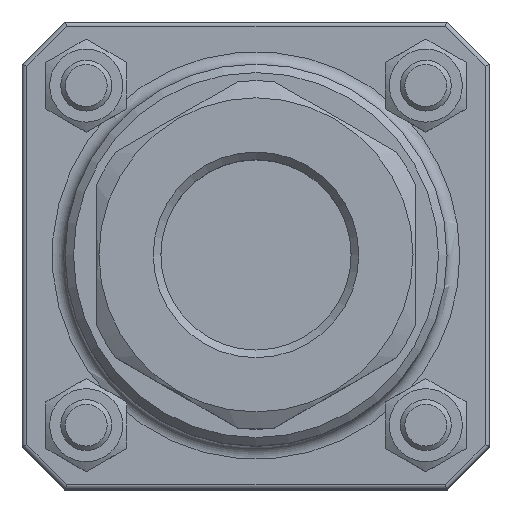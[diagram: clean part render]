
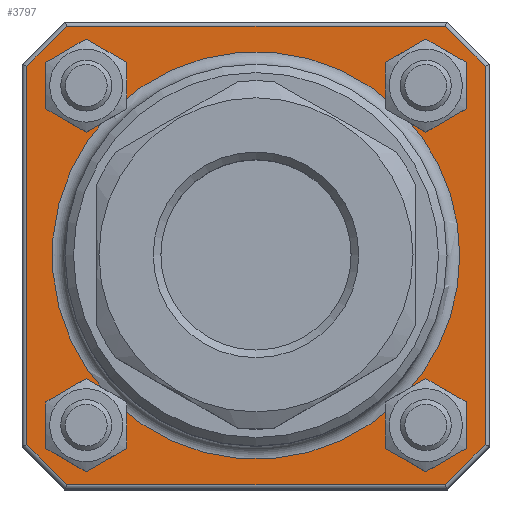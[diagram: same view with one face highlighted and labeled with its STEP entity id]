
A CAD part, top view. The second image highlights one B-rep face of the part: STEP entity #3797.
In plain terms, the highlighted planar face has unit normal (0, 0, 1).
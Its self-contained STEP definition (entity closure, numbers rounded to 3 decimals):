
#177=FACE_BOUND('',#1458,.T.);
#214=LINE('',#5749,#488);
#215=LINE('',#5751,#489);
#216=LINE('',#5753,#490);
#217=LINE('',#5755,#491);
#218=LINE('',#5757,#492);
#219=LINE('',#5759,#493);
#220=LINE('',#5761,#494);
#221=LINE('',#5762,#495);
#488=VECTOR('',#4494,10.);
#489=VECTOR('',#4495,10.);
#490=VECTOR('',#4496,10.);
#491=VECTOR('',#4497,10.);
#492=VECTOR('',#4498,10.);
#493=VECTOR('',#4499,10.);
#494=VECTOR('',#4500,10.);
#495=VECTOR('',#4501,10.);
#980=CIRCLE('',#4044,8.6);
#982=CIRCLE('',#4046,8.6);
#983=CIRCLE('',#4054,48.);
#984=CIRCLE('',#4055,48.);
#985=CIRCLE('',#4056,8.6);
#986=CIRCLE('',#4057,8.6);
#987=CIRCLE('',#4058,48.);
#988=CIRCLE('',#4059,8.6);
#989=CIRCLE('',#4060,8.6);
#990=CIRCLE('',#4061,48.);
#991=CIRCLE('',#4062,8.6);
#992=CIRCLE('',#4063,8.6);
#993=CIRCLE('',#4064,48.);
#1120=PLANE('',#4053);
#1234=FACE_OUTER_BOUND('',#1457,.T.);
#1457=EDGE_LOOP('',(#2676,#2677,#2678,#2679,#2680,#2681,#2682,#2683));
#1458=EDGE_LOOP('',(#2684,#2685,#2686,#2687,#2688,#2689,#2690,#2691,#2692,
#2693,#2694,#2695,#2696));
#1728=VERTEX_POINT('',#5703);
#1729=VERTEX_POINT('',#5704);
#1730=VERTEX_POINT('',#5706);
#1737=VERTEX_POINT('',#5747);
#1738=VERTEX_POINT('',#5748);
#1739=VERTEX_POINT('',#5750);
#1740=VERTEX_POINT('',#5752);
#1741=VERTEX_POINT('',#5754);
#1742=VERTEX_POINT('',#5756);
#1743=VERTEX_POINT('',#5758);
#1744=VERTEX_POINT('',#5760);
#1745=VERTEX_POINT('',#5763);
#1746=VERTEX_POINT('',#5765);
#1747=VERTEX_POINT('',#5767);
#1748=VERTEX_POINT('',#5769);
#1749=VERTEX_POINT('',#5771);
#1750=VERTEX_POINT('',#5773);
#1751=VERTEX_POINT('',#5775);
#1752=VERTEX_POINT('',#5777);
#1753=VERTEX_POINT('',#5779);
#1754=VERTEX_POINT('',#5781);
#2088=EDGE_CURVE('',#1728,#1729,#980,.T.);
#2090=EDGE_CURVE('',#1729,#1730,#982,.T.);
#2104=EDGE_CURVE('',#1737,#1738,#214,.T.);
#2105=EDGE_CURVE('',#1739,#1737,#215,.T.);
#2106=EDGE_CURVE('',#1740,#1739,#216,.T.);
#2107=EDGE_CURVE('',#1741,#1740,#217,.T.);
#2108=EDGE_CURVE('',#1742,#1741,#218,.T.);
#2109=EDGE_CURVE('',#1743,#1742,#219,.T.);
#2110=EDGE_CURVE('',#1744,#1743,#220,.T.);
#2111=EDGE_CURVE('',#1738,#1744,#221,.T.);
#2112=EDGE_CURVE('',#1745,#1730,#983,.T.);
#2113=EDGE_CURVE('',#1746,#1745,#984,.T.);
#2114=EDGE_CURVE('',#1746,#1747,#985,.T.);
#2115=EDGE_CURVE('',#1747,#1748,#986,.T.);
#2116=EDGE_CURVE('',#1749,#1748,#987,.T.);
#2117=EDGE_CURVE('',#1749,#1750,#988,.T.);
#2118=EDGE_CURVE('',#1750,#1751,#989,.T.);
#2119=EDGE_CURVE('',#1752,#1751,#990,.T.);
#2120=EDGE_CURVE('',#1752,#1753,#991,.T.);
#2121=EDGE_CURVE('',#1753,#1754,#992,.T.);
#2122=EDGE_CURVE('',#1728,#1754,#993,.T.);
#2676=ORIENTED_EDGE('',*,*,#2104,.F.);
#2677=ORIENTED_EDGE('',*,*,#2105,.F.);
#2678=ORIENTED_EDGE('',*,*,#2106,.F.);
#2679=ORIENTED_EDGE('',*,*,#2107,.F.);
#2680=ORIENTED_EDGE('',*,*,#2108,.F.);
#2681=ORIENTED_EDGE('',*,*,#2109,.F.);
#2682=ORIENTED_EDGE('',*,*,#2110,.F.);
#2683=ORIENTED_EDGE('',*,*,#2111,.F.);
#2684=ORIENTED_EDGE('',*,*,#2088,.T.);
#2685=ORIENTED_EDGE('',*,*,#2090,.T.);
#2686=ORIENTED_EDGE('',*,*,#2112,.F.);
#2687=ORIENTED_EDGE('',*,*,#2113,.F.);
#2688=ORIENTED_EDGE('',*,*,#2114,.T.);
#2689=ORIENTED_EDGE('',*,*,#2115,.T.);
#2690=ORIENTED_EDGE('',*,*,#2116,.F.);
#2691=ORIENTED_EDGE('',*,*,#2117,.T.);
#2692=ORIENTED_EDGE('',*,*,#2118,.T.);
#2693=ORIENTED_EDGE('',*,*,#2119,.F.);
#2694=ORIENTED_EDGE('',*,*,#2120,.T.);
#2695=ORIENTED_EDGE('',*,*,#2121,.T.);
#2696=ORIENTED_EDGE('',*,*,#2122,.F.);
#3797=ADVANCED_FACE('',(#1234,#177),#1120,.T.);
#4044=AXIS2_PLACEMENT_3D('',#5705,#4467,#4468);
#4046=AXIS2_PLACEMENT_3D('',#5708,#4471,#4472);
#4053=AXIS2_PLACEMENT_3D('',#5746,#4492,#4493);
#4054=AXIS2_PLACEMENT_3D('',#5764,#4502,#4503);
#4055=AXIS2_PLACEMENT_3D('',#5766,#4504,#4505);
#4056=AXIS2_PLACEMENT_3D('',#5768,#4506,#4507);
#4057=AXIS2_PLACEMENT_3D('',#5770,#4508,#4509);
#4058=AXIS2_PLACEMENT_3D('',#5772,#4510,#4511);
#4059=AXIS2_PLACEMENT_3D('',#5774,#4512,#4513);
#4060=AXIS2_PLACEMENT_3D('',#5776,#4514,#4515);
#4061=AXIS2_PLACEMENT_3D('',#5778,#4516,#4517);
#4062=AXIS2_PLACEMENT_3D('',#5780,#4518,#4519);
#4063=AXIS2_PLACEMENT_3D('',#5782,#4520,#4521);
#4064=AXIS2_PLACEMENT_3D('',#5783,#4522,#4523);
#4467=DIRECTION('center_axis',(0.,0.,-1.));
#4468=DIRECTION('ref_axis',(0.,1.,0.));
#4471=DIRECTION('center_axis',(0.,0.,-1.));
#4472=DIRECTION('ref_axis',(0.,1.,0.));
#4492=DIRECTION('center_axis',(0.,0.,1.));
#4493=DIRECTION('ref_axis',(1.,0.,0.));
#4494=DIRECTION('',(-1.,0.,0.));
#4495=DIRECTION('',(-0.707,-0.707,0.));
#4496=DIRECTION('',(0.,-1.,0.));
#4497=DIRECTION('',(0.707,-0.707,0.));
#4498=DIRECTION('',(1.,0.,0.));
#4499=DIRECTION('',(0.707,0.707,0.));
#4500=DIRECTION('',(0.,1.,0.));
#4501=DIRECTION('',(-0.707,0.707,0.));
#4502=DIRECTION('center_axis',(0.,0.,1.));
#4503=DIRECTION('ref_axis',(0.,1.,0.));
#4504=DIRECTION('center_axis',(0.,0.,1.));
#4505=DIRECTION('ref_axis',(0.,1.,0.));
#4506=DIRECTION('center_axis',(0.,0.,-1.));
#4507=DIRECTION('ref_axis',(0.,1.,0.));
#4508=DIRECTION('center_axis',(0.,0.,-1.));
#4509=DIRECTION('ref_axis',(0.,1.,0.));
#4510=DIRECTION('center_axis',(0.,0.,1.));
#4511=DIRECTION('ref_axis',(0.,1.,0.));
#4512=DIRECTION('center_axis',(0.,0.,-1.));
#4513=DIRECTION('ref_axis',(0.,1.,0.));
#4514=DIRECTION('center_axis',(0.,0.,-1.));
#4515=DIRECTION('ref_axis',(0.,1.,0.));
#4516=DIRECTION('center_axis',(0.,0.,1.));
#4517=DIRECTION('ref_axis',(0.,1.,0.));
#4518=DIRECTION('center_axis',(0.,0.,-1.));
#4519=DIRECTION('ref_axis',(0.,1.,0.));
#4520=DIRECTION('center_axis',(0.,0.,-1.));
#4521=DIRECTION('ref_axis',(0.,1.,0.));
#4522=DIRECTION('center_axis',(0.,0.,1.));
#4523=DIRECTION('ref_axis',(0.,1.,0.));
#5703=CARTESIAN_POINT('',(33.459,34.416,15.5));
#5704=CARTESIAN_POINT('',(40.,31.4,15.5));
#5705=CARTESIAN_POINT('Origin',(40.,40.,15.5));
#5706=CARTESIAN_POINT('',(34.416,33.459,15.5));
#5708=CARTESIAN_POINT('Origin',(40.,40.,15.5));
#5746=CARTESIAN_POINT('Origin',(0.,0.,15.5));
#5747=CARTESIAN_POINT('',(44.586,-54.,15.5));
#5748=CARTESIAN_POINT('',(-44.586,-54.,15.5));
#5749=CARTESIAN_POINT('',(-27.5,-54.,15.5));
#5750=CARTESIAN_POINT('',(54.,-44.586,15.5));
#5751=CARTESIAN_POINT('',(49.293,-49.293,15.5));
#5752=CARTESIAN_POINT('',(54.,44.586,15.5));
#5753=CARTESIAN_POINT('',(54.,-27.5,15.5));
#5754=CARTESIAN_POINT('',(44.586,54.,15.5));
#5755=CARTESIAN_POINT('',(49.293,49.293,15.5));
#5756=CARTESIAN_POINT('',(-44.586,54.,15.5));
#5757=CARTESIAN_POINT('',(27.5,54.,15.5));
#5758=CARTESIAN_POINT('',(-54.,44.586,15.5));
#5759=CARTESIAN_POINT('',(-49.293,49.293,15.5));
#5760=CARTESIAN_POINT('',(-54.,-44.586,15.5));
#5761=CARTESIAN_POINT('',(-54.,27.5,15.5));
#5762=CARTESIAN_POINT('',(-49.293,-49.293,15.5));
#5763=CARTESIAN_POINT('',(48.,0.,15.5));
#5764=CARTESIAN_POINT('Origin',(0.,0.,15.5));
#5765=CARTESIAN_POINT('',(34.416,-33.459,15.5));
#5766=CARTESIAN_POINT('Origin',(0.,0.,15.5));
#5767=CARTESIAN_POINT('',(40.,-48.6,15.5));
#5768=CARTESIAN_POINT('Origin',(40.,-40.,15.5));
#5769=CARTESIAN_POINT('',(33.459,-34.416,15.5));
#5770=CARTESIAN_POINT('Origin',(40.,-40.,15.5));
#5771=CARTESIAN_POINT('',(-33.459,-34.416,15.5));
#5772=CARTESIAN_POINT('Origin',(0.,0.,15.5));
#5773=CARTESIAN_POINT('',(-40.,-48.6,15.5));
#5774=CARTESIAN_POINT('Origin',(-40.,-40.,15.5));
#5775=CARTESIAN_POINT('',(-34.416,-33.459,15.5));
#5776=CARTESIAN_POINT('Origin',(-40.,-40.,15.5));
#5777=CARTESIAN_POINT('',(-34.416,33.459,15.5));
#5778=CARTESIAN_POINT('Origin',(0.,0.,15.5));
#5779=CARTESIAN_POINT('',(-40.,31.4,15.5));
#5780=CARTESIAN_POINT('Origin',(-40.,40.,15.5));
#5781=CARTESIAN_POINT('',(-33.459,34.416,15.5));
#5782=CARTESIAN_POINT('Origin',(-40.,40.,15.5));
#5783=CARTESIAN_POINT('Origin',(0.,0.,15.5));
